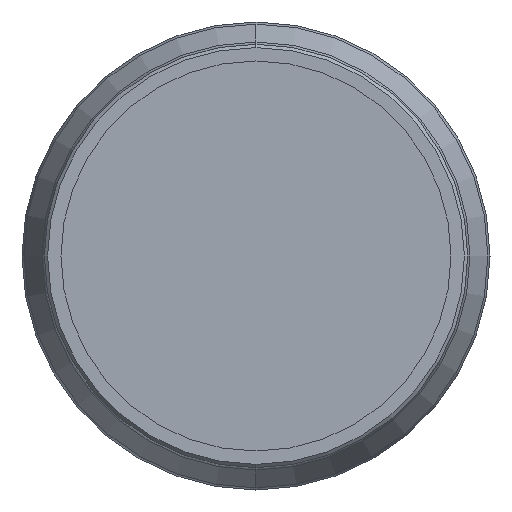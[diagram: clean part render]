
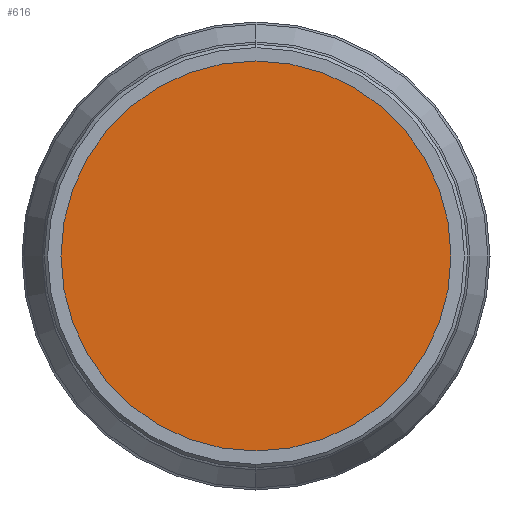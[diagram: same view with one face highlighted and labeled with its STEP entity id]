
A CAD part, left-side view. The second image highlights one B-rep face of the part: STEP entity #616.
In plain terms, the highlighted planar face has unit normal (-1, 0, 0).
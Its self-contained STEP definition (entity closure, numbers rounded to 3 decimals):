
#8 = DIRECTION ( 'NONE',  ( -1., 0., 0. ) ) ;
#53 = DIRECTION ( 'NONE',  ( -1., 0., 0. ) ) ;
#93 = DIRECTION ( 'NONE',  ( 0., 0., 1. ) ) ;
#170 = PLANE ( 'NONE',  #789 ) ;
#245 = DIRECTION ( 'NONE',  ( -1., 0., 0. ) ) ;
#260 = ORIENTED_EDGE ( 'NONE', *, *, #300, .T. ) ;
#270 = DIRECTION ( 'NONE',  ( 0., 0., 1. ) ) ;
#300 = EDGE_CURVE ( 'NONE', #771, #842, #892, .T. ) ;
#326 = CARTESIAN_POINT ( 'NONE',  ( 2.5, 0., 0. ) ) ;
#380 = CARTESIAN_POINT ( 'NONE',  ( 2.5, 0., 0. ) ) ;
#471 = EDGE_LOOP ( 'NONE', ( #260, #686 ) ) ;
#485 = EDGE_CURVE ( 'NONE', #842, #771, #494, .T. ) ;
#494 = CIRCLE ( 'NONE', #862, 17.5 ) ;
#539 = AXIS2_PLACEMENT_3D ( 'NONE', #822, #53, #270 ) ;
#561 = FACE_OUTER_BOUND ( 'NONE', #471, .T. ) ;
#616 = ADVANCED_FACE ( 'NONE', ( #561 ), #170, .T. ) ;
#640 = CARTESIAN_POINT ( 'NONE',  ( 2.5, 0., 17.5 ) ) ;
#686 = ORIENTED_EDGE ( 'NONE', *, *, #485, .T. ) ;
#771 = VERTEX_POINT ( 'NONE', #640 ) ;
#789 = AXIS2_PLACEMENT_3D ( 'NONE', #326, #245, #929 ) ;
#822 = CARTESIAN_POINT ( 'NONE',  ( 2.5, 0., 0. ) ) ;
#842 = VERTEX_POINT ( 'NONE', #967 ) ;
#862 = AXIS2_PLACEMENT_3D ( 'NONE', #380, #8, #93 ) ;
#892 = CIRCLE ( 'NONE', #539, 17.5 ) ;
#929 = DIRECTION ( 'NONE',  ( 0., 0., 1. ) ) ;
#967 = CARTESIAN_POINT ( 'NONE',  ( 2.5, 0., -17.5 ) ) ;
